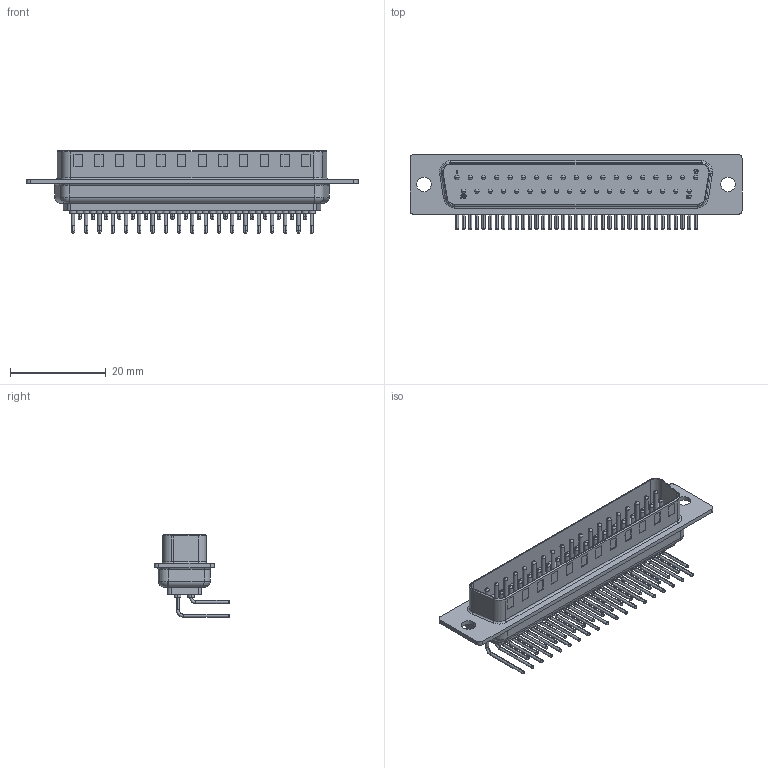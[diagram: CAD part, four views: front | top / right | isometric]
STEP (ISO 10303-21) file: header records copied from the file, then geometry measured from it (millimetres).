
FILE_DESCRIPTION (( 'STEP AP214' ), '1' );
FILE_NAME ('173-037-112.STEP', '2007-09-30T02:57:22', ( 'Tom Plaven' ), ( 'Anapro Tech' ), 'SwSTEP 2.0', 'SolidWorks 2007', '' );
FILE_SCHEMA (( 'AUTOMOTIVE_DESIGN' ));
Length unit declared in the file: inch
Products named in the file (1): 173-037-112
Bounding box: 69.29 x 15.76 x 17.23 mm (x, y, z)
Volume: 4314.6 mm3; surface area: 5468.5 mm2
Topology: 1 solids, 1 shells, 916 faces, 2006 edges, 1240 vertices
Faces by surface type: cylinder 339, plane 298, torus 242, bspline 37
Entity records: 36668 total; most frequent: CARTESIAN_POINT 6480, DIRECTION 4796, ORIENTED_EDGE 4012, EDGE_CURVE 2006, AXIS2_PLACEMENT_3D 1988, VERTEX_POINT 1240, CIRCLE 1108, EDGE_LOOP 1068
